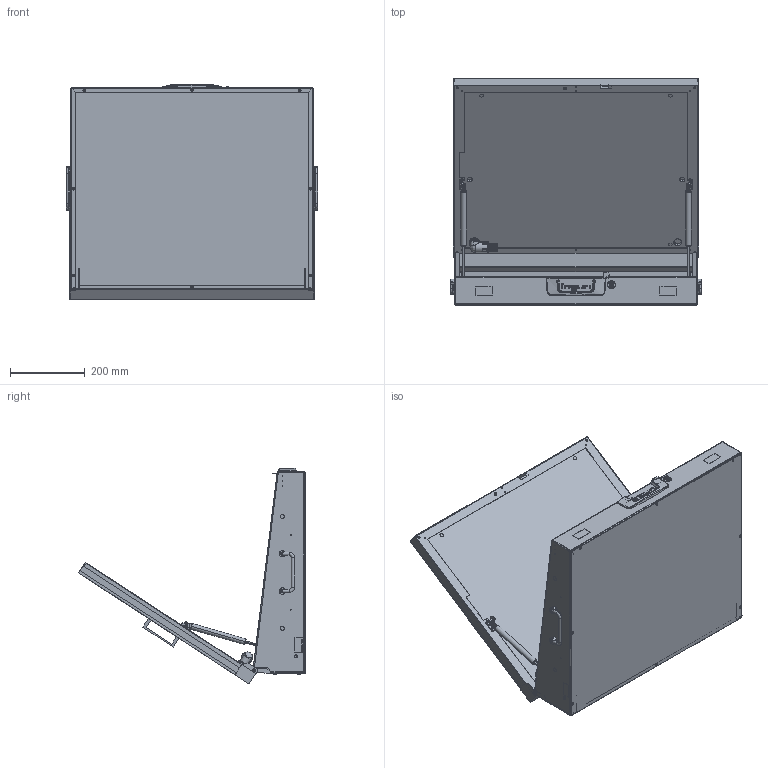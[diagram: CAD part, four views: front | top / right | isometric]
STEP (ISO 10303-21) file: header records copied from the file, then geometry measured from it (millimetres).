
FILE_DESCRIPTION (( 'STEP AP214' ), '1' );
FILE_NAME ('INGUN_114635_open.STEP', '2024-02-06T14:42:14', ( '' ), ( '' ), 'SwSTEP 2.0', 'SolidWorks 2021', '' );
FILE_SCHEMA (( 'AUTOMOTIVE_DESIGN' ));
Length unit declared in the file: millimetre
Products named in the file (47): 114196_001~0; 112025~2_S; 32171~0_S; 49317~0; 11657~0; 113714~0; 113713~0_S; ISO7380~n_M04,0x008; 114196_004~0_S; 112024~0_S; 8078_2~0; DIN912~n_M04,0x012; ISO7380~n_M04,0x012; 107216_einteilig~2_KUNDE<S>; 112992~2_S; 112026~0_Mitte<S>; 113757~3_KUNDE<S>; 113758~1_S; 113760~1_S; 115768~0_S; ISO7380~n_M03,0x005; 114196~0; 114364~0_S; Gewindebuchse~n_M04-07,5 offen; 114196_003~0; 112176~0_S; 113787~1_S; 107216~2_KUNDE<S>; 114196_002~0; 19420~3; DIN7~n_04,0m6x006; 111995~2_S; DIN125~n_04,3 M04,0; 1607~1; INGUN_114635_open; 113759~1_S; 11655~0; 8078_1~0; 113681~1; DIN7991~n_M03,0x006 ...
Assembly tree (77 placements, depth 5):
  INGUN_114635_open
    113786~1_S
      113787~1_S
      32171~0_S
      112024~0_S
      112025~2_S
      DIN125~n_04,3 M04,0
      DIN985-A2~n_M04,0
      DIN912~n_M04,0x012
      112026~0_Mitte<S>
      112992~2_S  x2
      49317~0  x2
      ISO7380~n_M03,0x005
      114196~0  x2
        114196_001~0
        114196_002~0
        114196_003~0
        114196_004~0_S
      114364~0_S
    113757~3_KUNDE<S>
      115768~0_S
        113758~1_S
        Gewindebuchse~n_M04-07,5 offen  x4
      113759~1_S
      113760~1_S
      107216~2_KUNDE<S>
        107216_einteilig~2_KUNDE<S>
      1607~1  x2
      ISO7380~n_M04,0x012  x4
      112176~0_S  x2
        112087~2_S
          111995~2_S
          115289~0_S
        49317~0
      19420~3
      11657~0
      11655~0
      DIN7~n_04,0m6x006
    8078~0_ausgefahren<Standard>
      8078_1~0
      8078_2~0
    8078~0_flexibel <Standard>
      8078_1~0
      8078_2~0
    113713~0_S
      113714~0
      DIN7991~n_M03,0x006  x8
    113680~0_S
      113681~1
      DIN125~n_04,3 M04,0  x4
      ISO7380~n_M04,0x008  x4
Bounding box: 674 x 608.78 x 578.94 mm (x, y, z)
Volume: 7511512.9 mm3; surface area: 3340997.8 mm2
Topology: 76 solids, 76 shells, 3123 faces, 7807 edges, 5022 vertices
Faces by surface type: plane 1423, cylinder 1285, cone 208, bspline 101, torus 92, sphere 14
Entity records: 73658 total; most frequent: CARTESIAN_POINT 24143, DIRECTION 10035, ORIENTED_EDGE 9578, EDGE_CURVE 4789, AXIS2_PLACEMENT_3D 3740, VERTEX_POINT 3090, LINE 2555, VECTOR 2555
